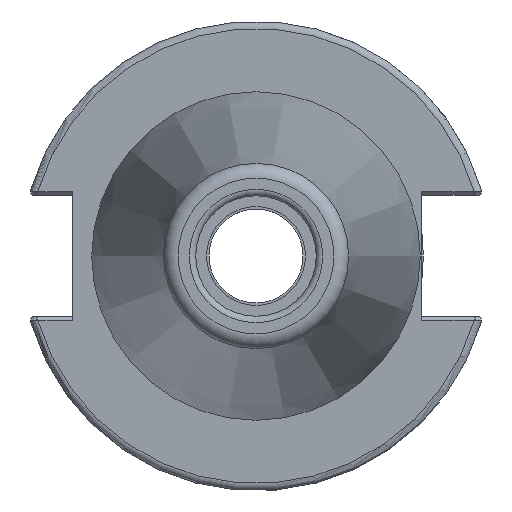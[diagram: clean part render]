
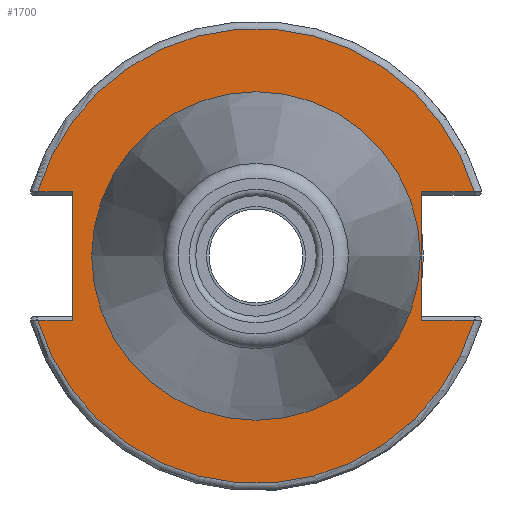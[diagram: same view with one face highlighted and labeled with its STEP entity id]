
A CAD part, left-side view. The second image highlights one B-rep face of the part: STEP entity #1700.
In plain terms, the highlighted planar face has unit normal (-1, 0, 0).
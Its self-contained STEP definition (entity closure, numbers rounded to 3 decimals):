
#15=FACE_BOUND('',#435,.T.);
#95=LINE('',#2674,#199);
#97=LINE('',#2742,#201);
#98=LINE('',#2744,#202);
#99=LINE('',#2748,#203);
#100=LINE('',#2750,#204);
#101=LINE('',#2751,#205);
#199=VECTOR('',#2031,10.);
#201=VECTOR('',#2049,10.);
#202=VECTOR('',#2050,10.);
#203=VECTOR('',#2053,10.);
#204=VECTOR('',#2054,10.);
#205=VECTOR('',#2055,10.);
#294=PLANE('',#1825);
#339=FACE_OUTER_BOUND('',#434,.T.);
#434=EDGE_LOOP('',(#1188,#1189,#1190,#1191,#1192,#1193,#1194,#1195));
#435=EDGE_LOOP('',(#1196,#1197));
#537=CIRCLE('',#1824,30.775);
#538=CIRCLE('',#1826,30.775);
#539=CIRCLE('',#1827,22.225);
#540=CIRCLE('',#1828,22.225);
#696=VERTEX_POINT('',#2667);
#699=VERTEX_POINT('',#2672);
#705=VERTEX_POINT('',#2720);
#707=VERTEX_POINT('',#2741);
#708=VERTEX_POINT('',#2743);
#709=VERTEX_POINT('',#2745);
#710=VERTEX_POINT('',#2747);
#711=VERTEX_POINT('',#2749);
#712=VERTEX_POINT('',#2752);
#713=VERTEX_POINT('',#2753);
#889=EDGE_CURVE('',#699,#696,#95,.T.);
#899=EDGE_CURVE('',#696,#705,#537,.T.);
#902=EDGE_CURVE('',#699,#707,#97,.T.);
#903=EDGE_CURVE('',#708,#707,#98,.T.);
#904=EDGE_CURVE('',#709,#708,#538,.T.);
#905=EDGE_CURVE('',#710,#709,#99,.T.);
#906=EDGE_CURVE('',#710,#711,#100,.T.);
#907=EDGE_CURVE('',#705,#711,#101,.T.);
#908=EDGE_CURVE('',#712,#713,#539,.T.);
#909=EDGE_CURVE('',#713,#712,#540,.T.);
#1188=ORIENTED_EDGE('',*,*,#889,.F.);
#1189=ORIENTED_EDGE('',*,*,#902,.T.);
#1190=ORIENTED_EDGE('',*,*,#903,.F.);
#1191=ORIENTED_EDGE('',*,*,#904,.F.);
#1192=ORIENTED_EDGE('',*,*,#905,.F.);
#1193=ORIENTED_EDGE('',*,*,#906,.T.);
#1194=ORIENTED_EDGE('',*,*,#907,.F.);
#1195=ORIENTED_EDGE('',*,*,#899,.F.);
#1196=ORIENTED_EDGE('',*,*,#908,.T.);
#1197=ORIENTED_EDGE('',*,*,#909,.T.);
#1700=ADVANCED_FACE('',(#339,#15),#294,.T.);
#1824=AXIS2_PLACEMENT_3D('',#2721,#2045,#2046);
#1825=AXIS2_PLACEMENT_3D('',#2740,#2047,#2048);
#1826=AXIS2_PLACEMENT_3D('',#2746,#2051,#2052);
#1827=AXIS2_PLACEMENT_3D('',#2754,#2056,#2057);
#1828=AXIS2_PLACEMENT_3D('',#2755,#2058,#2059);
#2031=DIRECTION('',(0.,-1.,0.));
#2045=DIRECTION('center_axis',(1.,0.,0.));
#2046=DIRECTION('ref_axis',(0.,0.,-1.));
#2047=DIRECTION('center_axis',(-1.,0.,0.));
#2048=DIRECTION('ref_axis',(0.,0.,1.));
#2049=DIRECTION('',(0.,0.,1.));
#2050=DIRECTION('',(0.,1.,0.));
#2051=DIRECTION('center_axis',(1.,0.,0.));
#2052=DIRECTION('ref_axis',(0.,0.,-1.));
#2053=DIRECTION('',(0.,1.,0.));
#2054=DIRECTION('',(0.,0.,-1.));
#2055=DIRECTION('',(0.,-1.,0.));
#2056=DIRECTION('center_axis',(1.,0.,0.));
#2057=DIRECTION('ref_axis',(0.,0.,-1.));
#2058=DIRECTION('center_axis',(1.,0.,0.));
#2059=DIRECTION('ref_axis',(0.,0.,-1.));
#2667=CARTESIAN_POINT('',(3.175,-29.523,-8.69));
#2672=CARTESIAN_POINT('',(3.175,-22.41,-8.69));
#2674=CARTESIAN_POINT('',(3.175,-4.878,-8.69));
#2720=CARTESIAN_POINT('',(3.175,29.523,-8.69));
#2721=CARTESIAN_POINT('Origin',(3.175,0.,
0.));
#2740=CARTESIAN_POINT('Origin',(3.175,30.775,0.));
#2741=CARTESIAN_POINT('',(3.175,-22.41,8.69));
#2742=CARTESIAN_POINT('',(3.175,-22.41,-4.095));
#2743=CARTESIAN_POINT('',(3.175,-29.523,8.69));
#2744=CARTESIAN_POINT('',(3.175,4.182,8.69));
#2745=CARTESIAN_POINT('',(3.175,29.523,8.69));
#2746=CARTESIAN_POINT('Origin',(3.175,0.,
0.));
#2747=CARTESIAN_POINT('',(3.175,24.8,8.69));
#2748=CARTESIAN_POINT('',(3.175,32.958,8.69));
#2749=CARTESIAN_POINT('',(3.175,24.8,-8.69));
#2750=CARTESIAN_POINT('',(3.175,24.8,4.095));
#2751=CARTESIAN_POINT('',(3.175,27.788,-8.69));
#2752=CARTESIAN_POINT('',(3.175,22.225,0.));
#2753=CARTESIAN_POINT('',(3.175,-22.225,0.));
#2754=CARTESIAN_POINT('Origin',(3.175,0.,
0.));
#2755=CARTESIAN_POINT('Origin',(3.175,0.,
0.));
